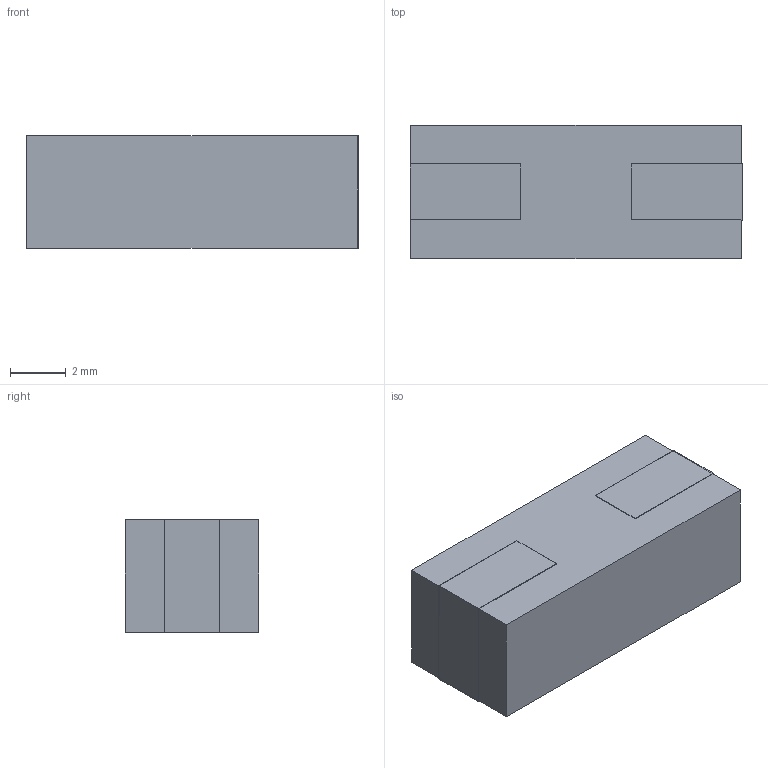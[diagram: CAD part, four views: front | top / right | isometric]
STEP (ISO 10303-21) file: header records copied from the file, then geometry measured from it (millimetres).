
FILE_DESCRIPTION(('STEP AP214'),'1');
FILE_NAME('CRYSTAL_TXC_9C','2019-03-16T10:06:47',(''),(''),'','','');
FILE_SCHEMA(('AUTOMOTIVE_DESIGN'));
Length unit declared in the file: millimetre
Products named in the file (1): product
Bounding box: 11.91 x 4.8 x 4.09 mm (x, y, z)
Surface area: 345.9 mm2 (no closed solid volume)
Topology: 0 solids, 26 shells, 26 faces, 120 edges, 120 vertices
Faces by surface type: plane 26
Entity records: 1373 total; most frequent: CARTESIAN_POINT 267, VERTEX_POINT 240, DIRECTION 174, ORIENTED_EDGE 120, EDGE_CURVE 120, LINE 120, VECTOR 120, AXIS2_PLACEMENT_3D 27
